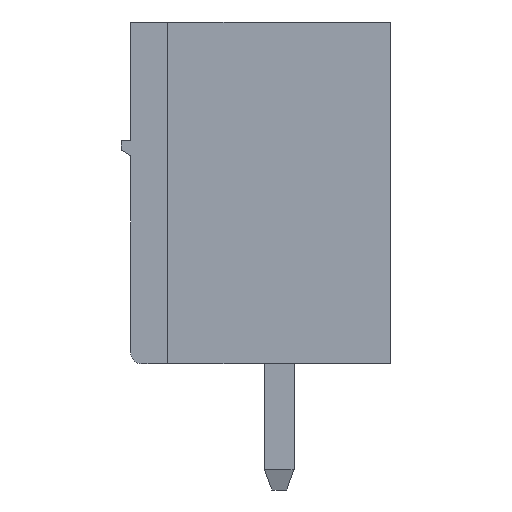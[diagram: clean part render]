
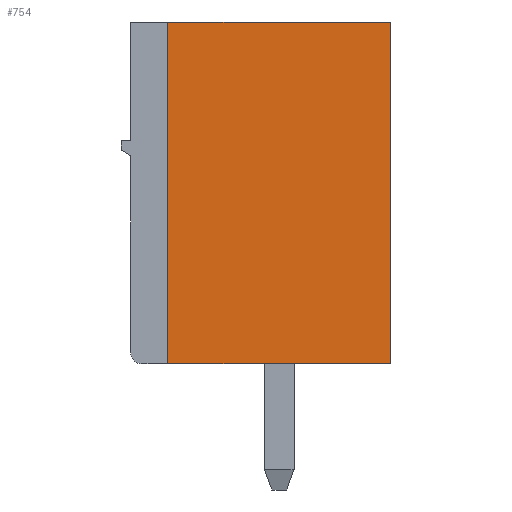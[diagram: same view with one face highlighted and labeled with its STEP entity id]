
A CAD part, left-side view. The second image highlights one B-rep face of the part: STEP entity #754.
In plain terms, the highlighted planar face has unit normal (-1, 0, 0).
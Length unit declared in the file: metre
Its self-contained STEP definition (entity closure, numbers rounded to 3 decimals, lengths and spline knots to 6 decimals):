
#754=ADVANCED_FACE('',(#1739),#1740,.F.);
#1739=FACE_OUTER_BOUND('',#2913,.T.);
#1740=PLANE('',#2914);
#2913=EDGE_LOOP('',(#5179,#5180,#5181,#5182));
#2914=AXIS2_PLACEMENT_3D('',#5183,#5184,#5185);
#5179=ORIENTED_EDGE('',*,*,#7546,.F.);
#5180=ORIENTED_EDGE('',*,*,#6817,.F.);
#5181=ORIENTED_EDGE('',*,*,#7547,.T.);
#5182=ORIENTED_EDGE('',*,*,#7548,.T.);
#5183=CARTESIAN_POINT('',(-1.091827,0.00386,0.000933));
#5184=DIRECTION('',(1.0,0.,0.));
#5185=DIRECTION('',(0.0,0.,1.0));
#6817=EDGE_CURVE('',#8138,#8129,#8140,.T.);
#7546=EDGE_CURVE('',#8129,#9279,#9280,.T.);
#7547=EDGE_CURVE('',#8138,#9281,#9282,.T.);
#7548=EDGE_CURVE('',#9281,#9279,#9283,.T.);
#8129=VERTEX_POINT('',#10021);
#8138=VERTEX_POINT('',#10035);
#8140=LINE('',#10038,#10039);
#9279=VERTEX_POINT('',#11683);
#9280=LINE('',#11684,#11685);
#9281=VERTEX_POINT('',#11686);
#9282=LINE('',#11687,#11688);
#9283=LINE('',#11689,#11690);
#10021=CARTESIAN_POINT('',(-1.091827,0.00386,0.000933));
#10035=CARTESIAN_POINT('',(-1.091827,0.00986,0.000933));
#10038=CARTESIAN_POINT('',(-1.091827,0.00386,0.000933));
#10039=VECTOR('',#12512,1.0);
#11683=CARTESIAN_POINT('',(-1.091827,0.00386,-0.008267));
#11684=CARTESIAN_POINT('',(-1.091827,0.00386,0.000933));
#11685=VECTOR('',#13201,1.0);
#11686=CARTESIAN_POINT('',(-1.091827,0.00986,-0.008267));
#11687=CARTESIAN_POINT('',(-1.091827,0.00986,0.000933));
#11688=VECTOR('',#13202,1.0);
#11689=CARTESIAN_POINT('',(-1.091827,0.00386,-0.008267));
#11690=VECTOR('',#13203,1.0);
#12512=DIRECTION('',(0.,-1.0,0.));
#13201=DIRECTION('',(0.,0.,-1.0));
#13202=DIRECTION('',(0.,0.,-1.0));
#13203=DIRECTION('',(0.,-1.0,0.));
